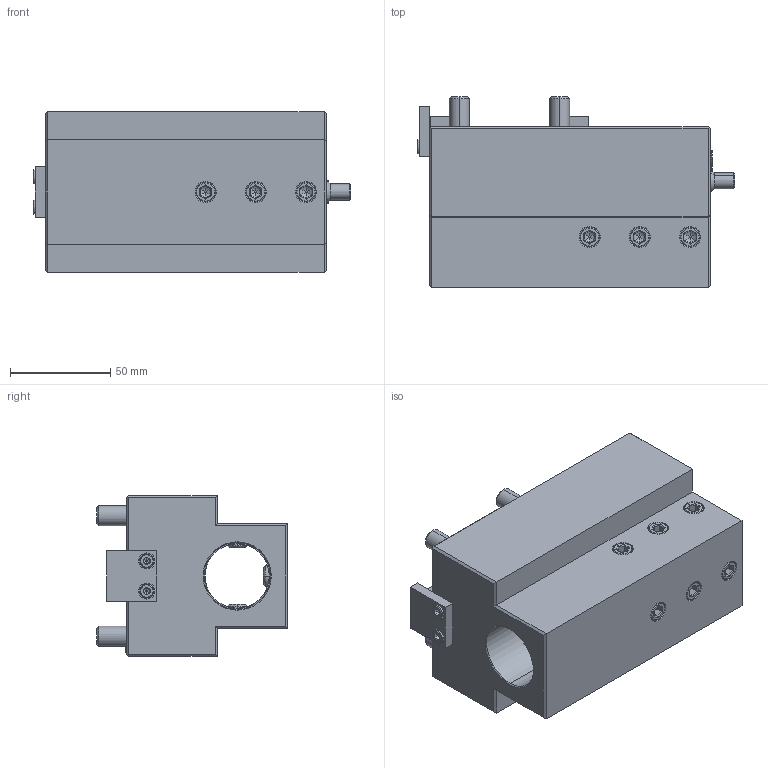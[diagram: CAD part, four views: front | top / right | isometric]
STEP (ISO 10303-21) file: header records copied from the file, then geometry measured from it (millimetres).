
FILE_DESCRIPTION((''),'2;1');
FILE_NAME('NGT_ID_55_32_55_NT','2021-01-13T',('vali'),('NOVA GRUP'),'PRO/ENGINEER BY PARAMETRIC TECHNOLOGY CORPORATION, 2010280','PRO/ENGINEER BY PARAMETRIC TECHNOLOGY CORPORATION, 2010280','');
FILE_SCHEMA(('CONFIG_CONTROL_DESIGN'));
Length unit declared in the file: millimetre
Products named in the file (1): NGT_ID_55_32_55_NT
Bounding box: 158.34 x 95 x 80 mm (x, y, z)
Volume: 645963 mm3; surface area: 75375 mm2
Topology: 1 solids, 1 shells, 434 faces, 979 edges, 527 vertices
Faces by surface type: plane 174, cylinder 122, cone 76, bspline 54, torus 6, sphere 2
Entity records: 14315 total; most frequent: CARTESIAN_POINT 5359, ORIENTED_EDGE 1846, DIRECTION 1726, EDGE_CURVE 923, VECTOR 580, LINE 580, AXIS2_PLACEMENT_3D 573, VERTEX_POINT 527
